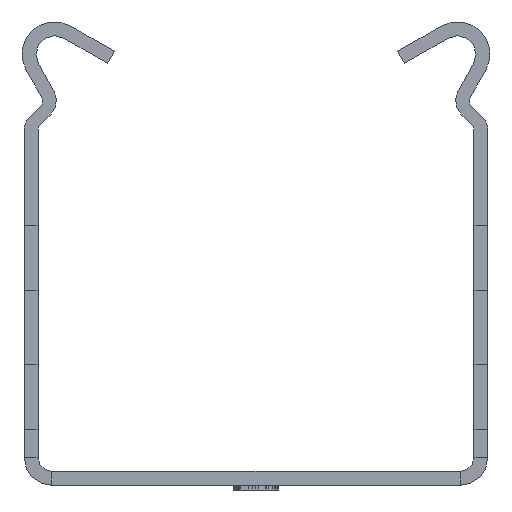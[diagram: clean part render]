
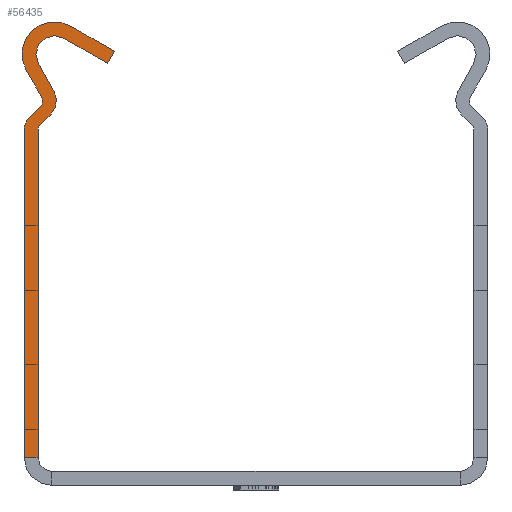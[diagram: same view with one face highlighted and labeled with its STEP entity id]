
A CAD part, front view. The second image highlights one B-rep face of the part: STEP entity #56435.
In plain terms, the highlighted planar face has unit normal (0, -1, 0).
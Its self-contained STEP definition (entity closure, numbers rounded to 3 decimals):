
#3572=CIRCLE('',#61589,2.);
#3574=CIRCLE('',#61595,3.5);
#3576=CIRCLE('',#61599,1.);
#3578=CIRCLE('',#61603,1.6);
#3580=CIRCLE('',#61606,0.6);
#3582=CIRCLE('',#61610,2.);
#7514=FACE_OUTER_BOUND('',#10843,.T.);
#10843=EDGE_LOOP('',(#49515,#49516,#49517,#49518,#49519,#49520,#49521,#49522,
#49523,#49524,#49525,#49526,#49527,#49528,#49529,#49530));
#17009=LINE('',#93574,#22632);
#17014=LINE('',#93588,#22637);
#17017=LINE('',#93594,#22640);
#17020=LINE('',#93600,#22643);
#17024=LINE('',#93612,#22647);
#17028=LINE('',#93624,#22651);
#17034=LINE('',#93645,#22657);
#17066=LINE('',#93741,#22689);
#17067=LINE('',#93742,#22690);
#17068=LINE('',#93743,#22691);
#22632=VECTOR('',#77442,10.);
#22637=VECTOR('',#77455,10.);
#22640=VECTOR('',#77460,10.);
#22643=VECTOR('',#77465,10.);
#22647=VECTOR('',#77477,10.);
#22651=VECTOR('',#77489,10.);
#22657=VECTOR('',#77509,10.);
#22689=VECTOR('',#77605,10.);
#22690=VECTOR('',#77606,10.);
#22691=VECTOR('',#77607,10.);
#27946=VERTEX_POINT('',#93572);
#27947=VERTEX_POINT('',#93573);
#27950=VERTEX_POINT('',#93581);
#27952=VERTEX_POINT('',#93587);
#27954=VERTEX_POINT('',#93593);
#27956=VERTEX_POINT('',#93599);
#27958=VERTEX_POINT('',#93605);
#27960=VERTEX_POINT('',#93611);
#27962=VERTEX_POINT('',#93617);
#27964=VERTEX_POINT('',#93623);
#27966=VERTEX_POINT('',#93629);
#27968=VERTEX_POINT('',#93635);
#27969=VERTEX_POINT('',#93636);
#27972=VERTEX_POINT('',#93644);
#28003=VERTEX_POINT('',#93735);
#28004=VERTEX_POINT('',#93740);
#35911=EDGE_CURVE('',#27946,#27947,#17009,.T.);
#35915=EDGE_CURVE('',#27947,#27950,#3572,.T.);
#35918=EDGE_CURVE('',#27950,#27952,#17014,.T.);
#35921=EDGE_CURVE('',#27952,#27954,#17017,.T.);
#35924=EDGE_CURVE('',#27954,#27956,#17020,.T.);
#35927=EDGE_CURVE('',#27956,#27958,#3574,.T.);
#35930=EDGE_CURVE('',#27958,#27960,#17024,.T.);
#35933=EDGE_CURVE('',#27960,#27962,#3576,.T.);
#35936=EDGE_CURVE('',#27962,#27964,#17028,.T.);
#35939=EDGE_CURVE('',#27964,#27966,#3578,.T.);
#35942=EDGE_CURVE('',#27968,#27969,#3580,.T.);
#35946=EDGE_CURVE('',#27969,#27972,#17034,.T.);
#35949=EDGE_CURVE('',#27972,#27946,#3582,.T.);
#35994=EDGE_CURVE('',#28003,#28004,#17066,.T.);
#35995=EDGE_CURVE('',#28004,#27968,#17067,.T.);
#35996=EDGE_CURVE('',#27966,#28003,#17068,.T.);
#49515=ORIENTED_EDGE('',*,*,#35994,.T.);
#49516=ORIENTED_EDGE('',*,*,#35995,.T.);
#49517=ORIENTED_EDGE('',*,*,#35942,.T.);
#49518=ORIENTED_EDGE('',*,*,#35946,.T.);
#49519=ORIENTED_EDGE('',*,*,#35949,.T.);
#49520=ORIENTED_EDGE('',*,*,#35911,.T.);
#49521=ORIENTED_EDGE('',*,*,#35915,.T.);
#49522=ORIENTED_EDGE('',*,*,#35918,.T.);
#49523=ORIENTED_EDGE('',*,*,#35921,.T.);
#49524=ORIENTED_EDGE('',*,*,#35924,.T.);
#49525=ORIENTED_EDGE('',*,*,#35927,.T.);
#49526=ORIENTED_EDGE('',*,*,#35930,.T.);
#49527=ORIENTED_EDGE('',*,*,#35933,.T.);
#49528=ORIENTED_EDGE('',*,*,#35936,.T.);
#49529=ORIENTED_EDGE('',*,*,#35939,.T.);
#49530=ORIENTED_EDGE('',*,*,#35996,.T.);
#53633=PLANE('',#61640);
#56435=ADVANCED_FACE('',(#7514),#53633,.T.);
#61589=AXIS2_PLACEMENT_3D('',#93582,#77448,#77449);
#61595=AXIS2_PLACEMENT_3D('',#93606,#77470,#77471);
#61599=AXIS2_PLACEMENT_3D('',#93618,#77482,#77483);
#61603=AXIS2_PLACEMENT_3D('',#93630,#77494,#77495);
#61606=AXIS2_PLACEMENT_3D('',#93637,#77501,#77502);
#61610=AXIS2_PLACEMENT_3D('',#93650,#77514,#77515);
#61640=AXIS2_PLACEMENT_3D('',#93739,#77603,#77604);
#77442=DIRECTION('',(-0.483,0.,0.875));
#77448=DIRECTION('center_axis',(0.,1.,0.));
#77449=DIRECTION('ref_axis',(-0.5,0.,-0.866));
#77455=DIRECTION('',(0.866,0.,-0.5));
#77460=DIRECTION('',(0.5,0.,0.866));
#77465=DIRECTION('',(-0.866,0.,0.5));
#77470=DIRECTION('center_axis',(0.,-1.,0.));
#77471=DIRECTION('ref_axis',(0.5,0.,0.866));
#77477=DIRECTION('',(0.5,0.,-0.866));
#77482=DIRECTION('center_axis',(0.,1.,0.));
#77483=DIRECTION('ref_axis',(-0.707,0.,0.707));
#77489=DIRECTION('',(-0.707,0.,-0.707));
#77494=DIRECTION('center_axis',(0.,-1.,0.));
#77495=DIRECTION('ref_axis',(-0.707,0.,0.707));
#77501=DIRECTION('center_axis',(0.,1.,0.));
#77502=DIRECTION('ref_axis',(0.707,0.,-0.707));
#77509=DIRECTION('',(0.707,0.,0.707));
#77514=DIRECTION('center_axis',(0.,-1.,0.));
#77515=DIRECTION('ref_axis',(0.707,0.,-0.707));
#77603=DIRECTION('center_axis',(0.,-1.,0.));
#77604=DIRECTION('ref_axis',(-1.,0.,0.));
#77605=DIRECTION('',(1.,0.,0.));
#77606=DIRECTION('',(0.,0.,1.));
#77607=DIRECTION('',(0.,0.,-1.));
#93572=CARTESIAN_POINT('',(-21.781,0.,42.451));
#93573=CARTESIAN_POINT('',(-23.465,0.,45.5));
#93574=CARTESIAN_POINT('',(-21.781,0.,42.451));
#93581=CARTESIAN_POINT('',(-20.733,0.,48.232));
#93582=CARTESIAN_POINT('Origin',(-21.733,0.,
46.5));
#93587=CARTESIAN_POINT('',(-16.027,0.,45.516));
#93588=CARTESIAN_POINT('',(-20.733,0.,48.232));
#93593=CARTESIAN_POINT('',(-15.277,0.,46.815));
#93594=CARTESIAN_POINT('',(-16.027,0.,45.516));
#93599=CARTESIAN_POINT('',(-19.983,0.,49.531));
#93600=CARTESIAN_POINT('',(-15.277,0.,46.815));
#93605=CARTESIAN_POINT('',(-24.764,0.,44.75));
#93606=CARTESIAN_POINT('Origin',(-21.733,0.,
46.5));
#93611=CARTESIAN_POINT('',(-23.147,0.,41.951));
#93612=CARTESIAN_POINT('',(-24.764,0.,44.75));
#93617=CARTESIAN_POINT('',(-23.306,0.,40.744));
#93618=CARTESIAN_POINT('Origin',(-24.013,0.,
41.451));
#93623=CARTESIAN_POINT('',(-24.531,0.,39.518));
#93624=CARTESIAN_POINT('',(-23.306,0.,40.744));
#93629=CARTESIAN_POINT('',(-25.,0.,38.387));
#93630=CARTESIAN_POINT('Origin',(-23.4,0.,
38.387));
#93635=CARTESIAN_POINT('',(-23.5,0.,38.387));
#93636=CARTESIAN_POINT('',(-23.324,0.,38.811));
#93637=CARTESIAN_POINT('Origin',(-22.9,0.,
38.387));
#93644=CARTESIAN_POINT('',(-22.099,0.,40.036));
#93645=CARTESIAN_POINT('',(-23.324,0.,38.811));
#93650=CARTESIAN_POINT('Origin',(-23.513,0.,
41.451));
#93735=CARTESIAN_POINT('',(-25.,0.,3.));
#93739=CARTESIAN_POINT('Origin',(-23.5,0.,3.));
#93740=CARTESIAN_POINT('',(-23.5,0.,3.));
#93741=CARTESIAN_POINT('',(-23.83,0.,3.));
#93742=CARTESIAN_POINT('',(-23.5,0.,-0.393));
#93743=CARTESIAN_POINT('',(-25.,0.,-0.393));
